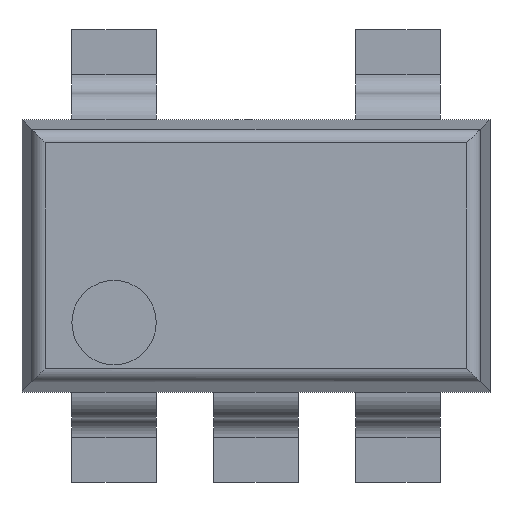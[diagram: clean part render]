
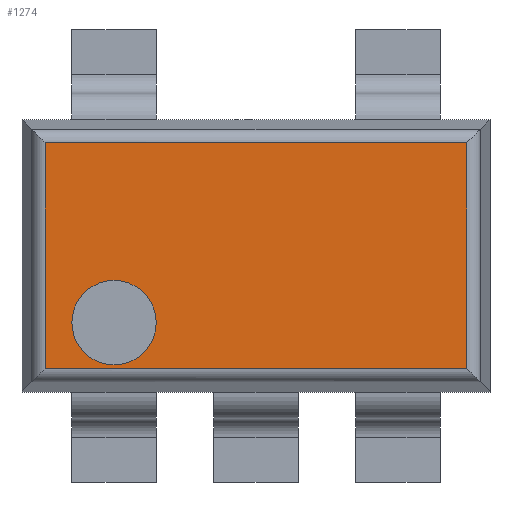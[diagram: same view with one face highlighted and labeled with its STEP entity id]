
A CAD part, top view. The second image highlights one B-rep face of the part: STEP entity #1274.
In plain terms, the highlighted planar face has unit normal (0, 0, 1).
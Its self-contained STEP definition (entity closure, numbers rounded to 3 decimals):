
#18 = AXIS2_PLACEMENT_3D ( 'NONE', #3875, #1552, #526 ) ;
#34 = ORIENTED_EDGE ( 'NONE', *, *, #1730, .F. ) ;
#152 = ORIENTED_EDGE ( 'NONE', *, *, #4273, .T. ) ;
#183 = EDGE_CURVE ( 'NONE', #3461, #2306, #1554, .T. ) ;
#198 = FACE_BOUND ( 'NONE', #3963, .T. ) ;
#244 = LINE ( 'NONE', #651, #415 ) ;
#379 = CIRCLE ( 'NONE', #18, 0.28 ) ;
#415 = VECTOR ( 'NONE', #3379, 1000. ) ;
#526 = DIRECTION ( 'NONE',  ( 0., -1., 0. ) ) ;
#651 = CARTESIAN_POINT ( 'NONE',  ( 1.471, -0.748, 1.295 ) ) ;
#665 = DIRECTION ( 'NONE',  ( 0., 0., 1. ) ) ;
#717 = VERTEX_POINT ( 'NONE', #1499 ) ;
#796 = VERTEX_POINT ( 'NONE', #1555 ) ;
#822 = CARTESIAN_POINT ( 'NONE',  ( 1.396, 0.748, 1.295 ) ) ;
#922 = ORIENTED_EDGE ( 'NONE', *, *, #183, .T. ) ;
#1049 = VECTOR ( 'NONE', #1327, 1000. ) ;
#1150 = AXIS2_PLACEMENT_3D ( 'NONE', #2650, #665, #3581 ) ;
#1215 = EDGE_CURVE ( 'NONE', #2306, #1315, #3091, .T. ) ;
#1274 = ADVANCED_FACE ( 'NONE', ( #198, #1868 ), #2559, .F. ) ;
#1315 = VERTEX_POINT ( 'NONE', #2216 ) ;
#1327 = DIRECTION ( 'NONE',  ( 0., 1., 0. ) ) ;
#1499 = CARTESIAN_POINT ( 'NONE',  ( 1.396, -0.748, 1.295 ) ) ;
#1541 = VECTOR ( 'NONE', #4150, 1000. ) ;
#1552 = DIRECTION ( 'NONE',  ( 0., 0., 1. ) ) ;
#1554 = LINE ( 'NONE', #1619, #4363 ) ;
#1555 = CARTESIAN_POINT ( 'NONE',  ( -0.94, -0.723, 1.295 ) ) ;
#1586 = EDGE_LOOP ( 'NONE', ( #4201, #922, #1651, #152 ) ) ;
#1619 = CARTESIAN_POINT ( 'NONE',  ( -1.471, 0.748, 1.295 ) ) ;
#1651 = ORIENTED_EDGE ( 'NONE', *, *, #1215, .T. ) ;
#1730 = EDGE_CURVE ( 'NONE', #1847, #796, #379, .T. ) ;
#1841 = CIRCLE ( 'NONE', #1150, 0.28 ) ;
#1847 = VERTEX_POINT ( 'NONE', #2957 ) ;
#1857 = EDGE_CURVE ( 'NONE', #796, #1847, #1841, .T. ) ;
#1868 = FACE_OUTER_BOUND ( 'NONE', #1586, .T. ) ;
#2216 = CARTESIAN_POINT ( 'NONE',  ( -1.396, -0.748, 1.295 ) ) ;
#2306 = VERTEX_POINT ( 'NONE', #3794 ) ;
#2559 = PLANE ( 'NONE',  #3360 ) ;
#2650 = CARTESIAN_POINT ( 'NONE',  ( -0.94, -0.443, 1.295 ) ) ;
#2694 = ORIENTED_EDGE ( 'NONE', *, *, #1857, .F. ) ;
#2725 = CARTESIAN_POINT ( 'NONE',  ( -1.396, -0.823, 1.295 ) ) ;
#2842 = DIRECTION ( 'NONE',  ( 0., -1., 0. ) ) ;
#2877 = DIRECTION ( 'NONE',  ( -1., 0., 0. ) ) ;
#2957 = CARTESIAN_POINT ( 'NONE',  ( -0.94, -0.164, 1.295 ) ) ;
#2960 = LINE ( 'NONE', #4270, #1049 ) ;
#3091 = LINE ( 'NONE', #2725, #1541 ) ;
#3195 = DIRECTION ( 'NONE',  ( 0., 0., -1. ) ) ;
#3360 = AXIS2_PLACEMENT_3D ( 'NONE', #3881, #3195, #2842 ) ;
#3379 = DIRECTION ( 'NONE',  ( 1., 0., 0. ) ) ;
#3461 = VERTEX_POINT ( 'NONE', #822 ) ;
#3581 = DIRECTION ( 'NONE',  ( 0., -1., 0. ) ) ;
#3794 = CARTESIAN_POINT ( 'NONE',  ( -1.396, 0.748, 1.295 ) ) ;
#3875 = CARTESIAN_POINT ( 'NONE',  ( -0.94, -0.443, 1.295 ) ) ;
#3881 = CARTESIAN_POINT ( 'NONE',  ( 0.255, -0.187, 1.295 ) ) ;
#3963 = EDGE_LOOP ( 'NONE', ( #2694, #34 ) ) ;
#4150 = DIRECTION ( 'NONE',  ( 0., -1., 0. ) ) ;
#4201 = ORIENTED_EDGE ( 'NONE', *, *, #4240, .T. ) ;
#4240 = EDGE_CURVE ( 'NONE', #717, #3461, #2960, .T. ) ;
#4270 = CARTESIAN_POINT ( 'NONE',  ( 1.396, 0.823, 1.295 ) ) ;
#4273 = EDGE_CURVE ( 'NONE', #1315, #717, #244, .T. ) ;
#4363 = VECTOR ( 'NONE', #2877, 1000. ) ;
